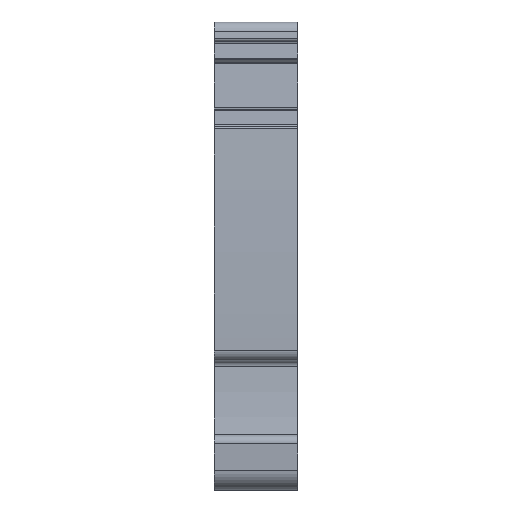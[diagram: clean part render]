
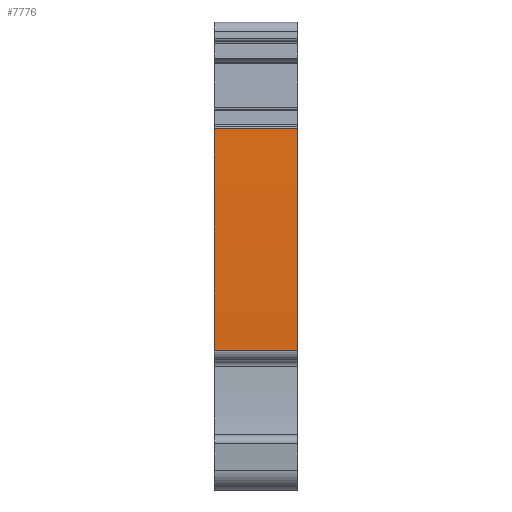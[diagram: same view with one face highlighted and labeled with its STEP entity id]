
A CAD part, front view. The second image highlights one B-rep face of the part: STEP entity #7776.
In plain terms, the highlighted cylindrical face has radius 250 mm (diameter 500 mm), a partial arc.
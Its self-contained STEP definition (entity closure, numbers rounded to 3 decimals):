
#1828=AXIS2_PLACEMENT_3D('Circle Axis2P3D',#1826,#1827,$) ;
#1835=AXIS2_PLACEMENT_3D('Circle Axis2P3D',#1833,#1834,$) ;
#3952=AXIS2_PLACEMENT_3D('Circle Axis2P3D',#3950,#3951,$) ;
#3959=AXIS2_PLACEMENT_3D('Circle Axis2P3D',#3957,#3958,$) ;
#7187=AXIS2_PLACEMENT_3D('Cylinder Axis2P3D',#7184,#7185,#7186) ;
#1823=CARTESIAN_POINT('Vertex',(8.05,2.138,34.861)) ;
#1826=CARTESIAN_POINT('Axis2P3D Location',(8.05,251.503,17.05)) ;
#1830=CARTESIAN_POINT('Vertex',(8.05,1.503,16.95)) ;
#1833=CARTESIAN_POINT('Axis2P3D Location',(8.05,251.503,17.05)) ;
#1837=CARTESIAN_POINT('Vertex',(8.05,1.529,13.45)) ;
#3947=CARTESIAN_POINT('Vertex',(0.,1.529,13.45)) ;
#3950=CARTESIAN_POINT('Axis2P3D Location',(0.,251.503,17.05)) ;
#3954=CARTESIAN_POINT('Vertex',(0.,1.503,16.95)) ;
#3957=CARTESIAN_POINT('Axis2P3D Location',(0.,251.503,17.05)) ;
#3961=CARTESIAN_POINT('Vertex',(0.,2.138,34.861)) ;
#7184=CARTESIAN_POINT('Axis2P3D Location',(4.05,251.503,17.05)) ;
#7751=CARTESIAN_POINT('Line Origine',(4.05,2.138,34.861)) ;
#7763=CARTESIAN_POINT('Line Origine',(4.05,1.529,13.45)) ;
#1827=DIRECTION('Axis2P3D Direction',(1.,0.,0.)) ;
#1834=DIRECTION('Axis2P3D Direction',(1.,0.,0.)) ;
#3951=DIRECTION('Axis2P3D Direction',(1.,0.,0.)) ;
#3958=DIRECTION('Axis2P3D Direction',(1.,0.,0.)) ;
#7185=DIRECTION('Axis2P3D Direction',(1.,0.,0.)) ;
#7186=DIRECTION('Axis2P3D XDirection',(0.,-0.994,0.109)) ;
#7752=DIRECTION('Vector Direction',(1.,0.,0.)) ;
#7764=DIRECTION('Vector Direction',(1.,0.,0.)) ;
#7753=VECTOR('Line Direction',#7752,1.) ;
#7765=VECTOR('Line Direction',#7764,1.) ;
#7769=ORIENTED_EDGE('',*,*,#7755,.T.) ;
#7770=ORIENTED_EDGE('',*,*,#3963,.T.) ;
#7771=ORIENTED_EDGE('',*,*,#3956,.T.) ;
#7772=ORIENTED_EDGE('',*,*,#7767,.F.) ;
#7773=ORIENTED_EDGE('',*,*,#1839,.T.) ;
#7774=ORIENTED_EDGE('',*,*,#1832,.T.) ;
#7776=ADVANCED_FACE('MLD_1',(#7775),#7188,.T.) ;
#1829=CIRCLE('generated circle',#1828,250.) ;
#1836=CIRCLE('generated circle',#1835,250.) ;
#3953=CIRCLE('generated circle',#3952,250.) ;
#3960=CIRCLE('generated circle',#3959,250.) ;
#7188=CYLINDRICAL_SURFACE('generated cylinder',#7187,250.) ;
#1832=EDGE_CURVE('',#1831,#1824,#1829,.F.) ;
#1839=EDGE_CURVE('',#1838,#1831,#1836,.F.) ;
#3956=EDGE_CURVE('',#3955,#3948,#3953,.T.) ;
#3963=EDGE_CURVE('',#3962,#3955,#3960,.T.) ;
#7755=EDGE_CURVE('',#1824,#3962,#7754,.F.) ;
#7767=EDGE_CURVE('',#1838,#3948,#7766,.F.) ;
#7768=EDGE_LOOP('',(#7769,#7770,#7771,#7772,#7773,#7774)) ;
#7775=FACE_OUTER_BOUND('',#7768,.T.) ;
#7754=LINE('Line',#7751,#7753) ;
#7766=LINE('Line',#7763,#7765) ;
#1824=VERTEX_POINT('',#1823) ;
#1831=VERTEX_POINT('',#1830) ;
#1838=VERTEX_POINT('',#1837) ;
#3948=VERTEX_POINT('',#3947) ;
#3955=VERTEX_POINT('',#3954) ;
#3962=VERTEX_POINT('',#3961) ;
